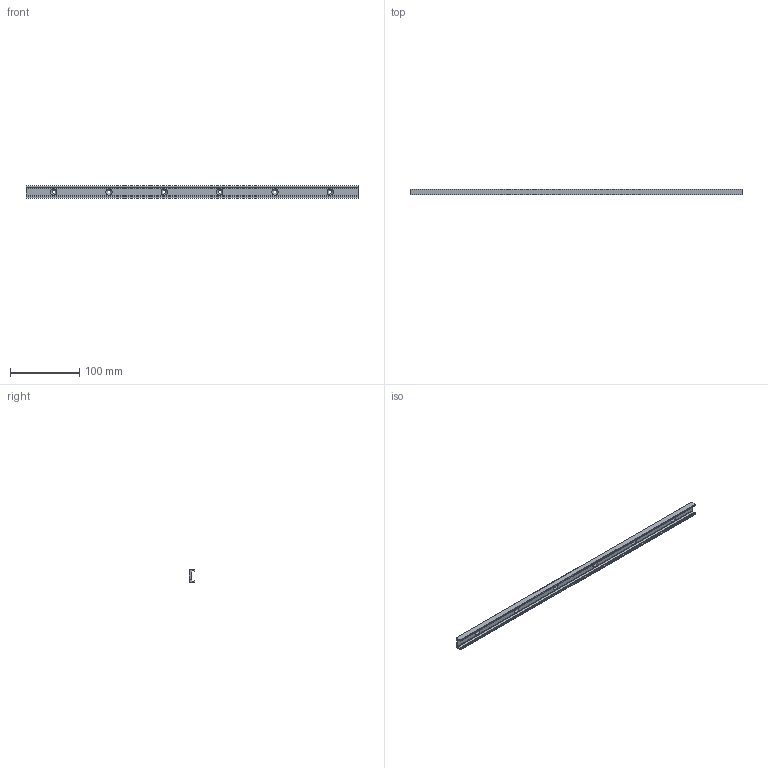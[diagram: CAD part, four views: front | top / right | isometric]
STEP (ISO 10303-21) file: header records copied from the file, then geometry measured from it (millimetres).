
FILE_DESCRIPTION((''),'2;1');
FILE_NAME('LCX 18-0480.V.stp','2016-04-28T12:23:45',('MRathmann'),(''),'Autodesk Inventor 2012','Autodesk Inventor 2012','');
FILE_SCHEMA(('CONFIG_CONTROL_DESIGN'));
Length unit declared in the file: millimetre
Products named in the file (1): LCX 18-0480.V
Bounding box: 480 x 8.25 x 18 mm (x, y, z)
Volume: 35314.1 mm3; surface area: 30210.3 mm2
Topology: 1 solids, 1 shells, 36 faces, 96 edges, 62 vertices
Faces by surface type: cylinder 17, plane 13, cone 6
Full cylindrical faces by diameter (mm): 4.5 x6
Entity records: 1122 total; most frequent: DIRECTION 198, CARTESIAN_POINT 183, ORIENTED_EDGE 168, EDGE_CURVE 84, AXIS2_PLACEMENT_3D 77, VERTEX_POINT 62, EDGE_LOOP 60, VECTOR 44
